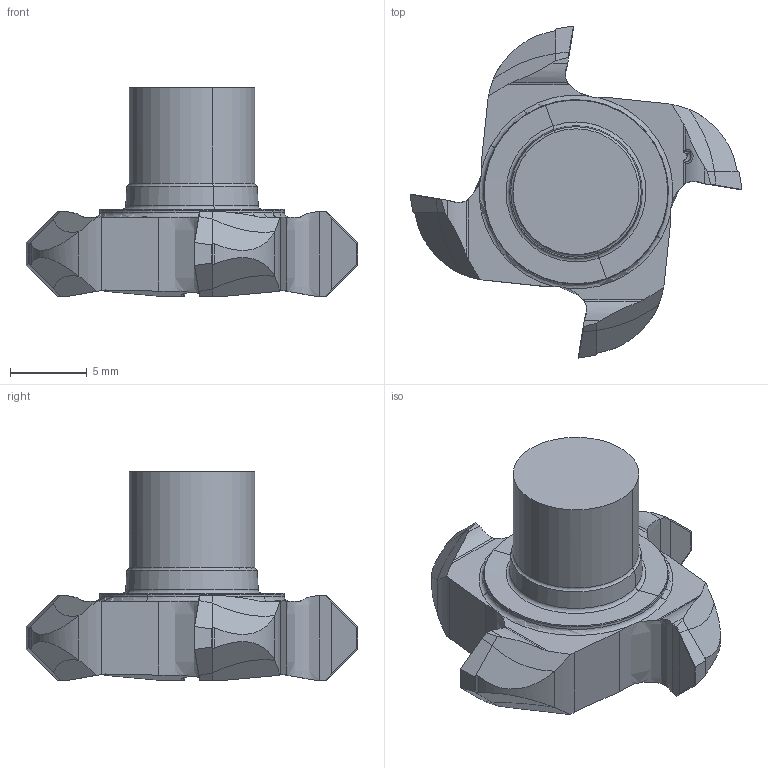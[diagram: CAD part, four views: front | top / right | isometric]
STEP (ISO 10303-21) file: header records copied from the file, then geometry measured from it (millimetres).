
FILE_DESCRIPTION(('CATIA V5 STEP','CAx-IF Rec.Pracs.--- Model Styling and Organization---1.2---2011-12-15'),'2;1');
FILE_NAME('3329290D.stp','2020-09-03T06:35:25+00:00',('none'),('none'),'CATIA Version 5 Release 21 SP 5 (IN-10)','CATIA V5 STEP AP214','none');
FILE_SCHEMA(('AUTOMOTIVE_DESIGN { 1 0 10303 214 1 1 1 1 }'));
Length unit declared in the file: millimetre
Products named in the file (1): MM GRIT22K-45A-4T8
Bounding box: 21.69 x 21.69 x 13.65 mm (x, y, z)
Volume: 1381.7 mm3; surface area: 1174.8 mm2
Topology: 5 solids, 5 shells, 185 faces, 518 edges, 335 vertices
Faces by surface type: cylinder 65, bspline 60, plane 31, torus 10, sphere 8, cone 6, extrusion 5
Entity records: 7209 total; most frequent: CARTESIAN_POINT 3277, ORIENTED_EDGE 1004, EDGE_CURVE 502, DIRECTION 444, VERTEX_POINT 328, B_SPLINE_CURVE_WITH_KNOTS 286, AXIS2_PLACEMENT_3D 204, EDGE_LOOP 186
